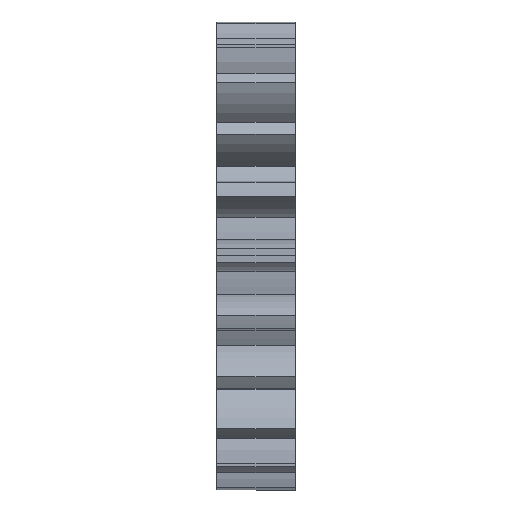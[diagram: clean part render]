
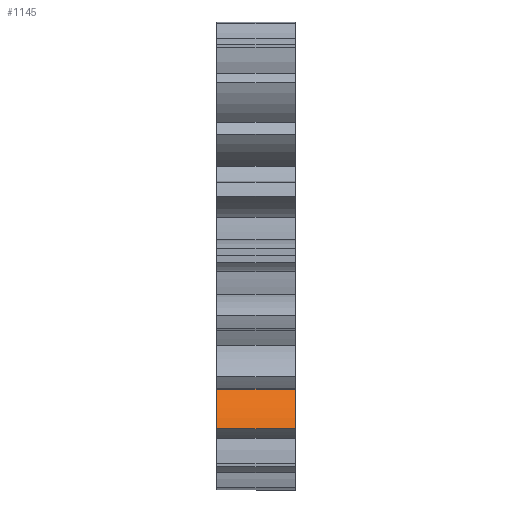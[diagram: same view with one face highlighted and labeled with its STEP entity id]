
A CAD part, top view. The second image highlights one B-rep face of the part: STEP entity #1145.
In plain terms, the highlighted cylindrical face has radius 6.985 mm (diameter 13.97 mm), a partial arc.
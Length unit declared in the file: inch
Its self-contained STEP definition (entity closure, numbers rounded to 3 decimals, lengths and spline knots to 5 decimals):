
#55 = VECTOR ( 'NONE', #3064, 39.37008 ) ;
#315 = CARTESIAN_POINT ( 'NONE',  ( 0.25, -0.62017, 0.24168 ) ) ;
#568 = CYLINDRICAL_SURFACE ( 'NONE', #659, 0.275 ) ;
#604 = AXIS2_PLACEMENT_3D ( 'NONE', #612, #3161, #1648 ) ;
#612 = CARTESIAN_POINT ( 'NONE',  ( 0.25, -0.62017, 0.24168 ) ) ;
#659 = AXIS2_PLACEMENT_3D ( 'NONE', #315, #1385, #2166 ) ;
#821 = DIRECTION ( 'NONE',  ( 1., 0., 0. ) ) ;
#878 = VERTEX_POINT ( 'NONE', #2207 ) ;
#952 = EDGE_LOOP ( 'NONE', ( #1069, #2438, #2736, #2681 ) ) ;
#1069 = ORIENTED_EDGE ( 'NONE', *, *, #1333, .T. ) ;
#1084 = CARTESIAN_POINT ( 'NONE',  ( 0., -0.62017, 0.24168 ) ) ;
#1145 = ADVANCED_FACE ( 'NONE', ( #2892 ), #568, .T. ) ;
#1243 = CARTESIAN_POINT ( 'NONE',  ( 0.25, -0.55173, 0.50803 ) ) ;
#1333 = EDGE_CURVE ( 'NONE', #878, #1348, #2575, .T. ) ;
#1348 = VERTEX_POINT ( 'NONE', #1243 ) ;
#1385 = DIRECTION ( 'NONE',  ( -1., 0., 0. ) ) ;
#1523 = DIRECTION ( 'NONE',  ( 1., 0., 0. ) ) ;
#1648 = DIRECTION ( 'NONE',  ( 0., 0.756, 0.655 ) ) ;
#1727 = VERTEX_POINT ( 'NONE', #1927 ) ;
#1922 = CARTESIAN_POINT ( 'NONE',  ( 0., -0.42562, 0.43603 ) ) ;
#1927 = CARTESIAN_POINT ( 'NONE',  ( 0.25, -0.42562, 0.43603 ) ) ;
#2012 = EDGE_CURVE ( 'NONE', #2545, #878, #2587, .T. ) ;
#2017 = CARTESIAN_POINT ( 'NONE',  ( 0.25, -0.42562, 0.43603 ) ) ;
#2125 = CIRCLE ( 'NONE', #604, 0.275 ) ;
#2166 = DIRECTION ( 'NONE',  ( 0., 0., 1. ) ) ;
#2207 = CARTESIAN_POINT ( 'NONE',  ( 0., -0.55173, 0.50803 ) ) ;
#2438 = ORIENTED_EDGE ( 'NONE', *, *, #2909, .T. ) ;
#2545 = VERTEX_POINT ( 'NONE', #1922 ) ;
#2575 = LINE ( 'NONE', #3096, #3234 ) ;
#2587 = CIRCLE ( 'NONE', #2865, 0.275 ) ;
#2681 = ORIENTED_EDGE ( 'NONE', *, *, #2012, .T. ) ;
#2733 = EDGE_CURVE ( 'NONE', #1727, #2545, #3324, .T. ) ;
#2736 = ORIENTED_EDGE ( 'NONE', *, *, #2733, .T. ) ;
#2865 = AXIS2_PLACEMENT_3D ( 'NONE', #1084, #821, #3189 ) ;
#2892 = FACE_OUTER_BOUND ( 'NONE', #952, .T. ) ;
#2909 = EDGE_CURVE ( 'NONE', #1348, #1727, #2125, .T. ) ;
#3064 = DIRECTION ( 'NONE',  ( -1., 0., 0. ) ) ;
#3096 = CARTESIAN_POINT ( 'NONE',  ( 0.125, -0.55173, 0.50803 ) ) ;
#3161 = DIRECTION ( 'NONE',  ( -1., 0., 0. ) ) ;
#3189 = DIRECTION ( 'NONE',  ( 0., 0., -1. ) ) ;
#3234 = VECTOR ( 'NONE', #1523, 39.37008 ) ;
#3324 = LINE ( 'NONE', #2017, #55 ) ;
